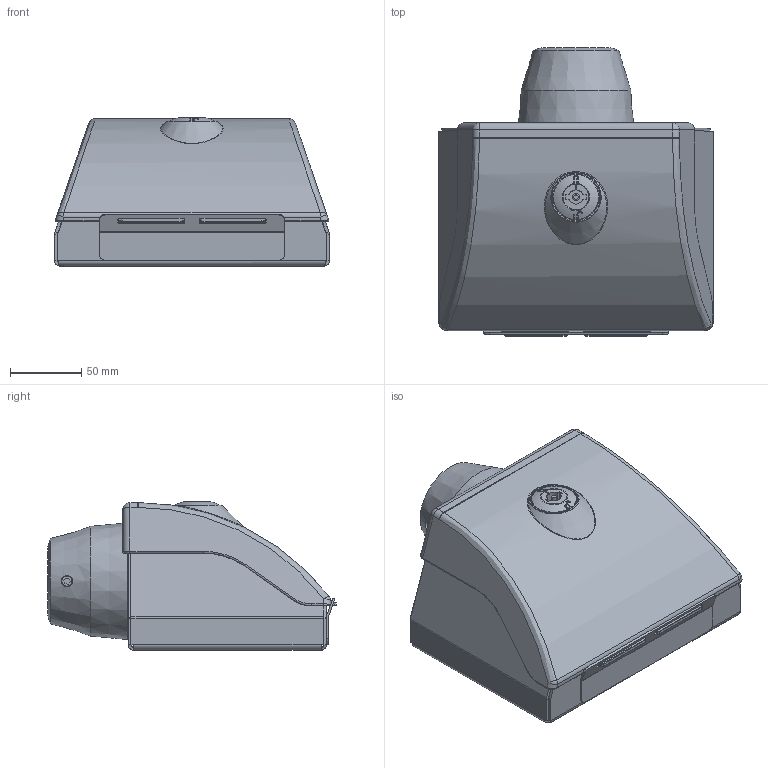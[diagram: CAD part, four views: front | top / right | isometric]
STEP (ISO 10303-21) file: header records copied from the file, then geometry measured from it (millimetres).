
FILE_DESCRIPTION (( 'STEP AP214' ), '1' );
FILE_NAME ('50103010.STEP', '2020-03-11T15:15:26', ( '' ), ( '' ), 'SwSTEP 2.0', 'SolidWorks 2018', '' );
FILE_SCHEMA (( 'AUTOMOTIVE_DESIGN' ));
Length unit declared in the file: millimetre
Products named in the file (34): 98319_1-078_N; 42468; 57037300; 98319; 98319_1-077_01_0012267; 98319_100-0545_15-00012(10); 98319_1-078_P1; 82005_680; 98319_248-9803_01-01201_0_H; 57037300_4; 40000019297; 50103010; 57037300_3; 98319_1-078_FD; 41894; 57037300_1; 42468_50M-00000424680-02; 57037300_2
Assembly tree (19 placements, depth 3):
  42468
  98319_100-0545_15-00012(10)
  98319_1-078_P1
  98319_248-9803_01-01201_0_H
  98319_1-078_N
Bounding box: 193.1 x 202.83 x 104.3 mm (x, y, z)
Volume: 299277 mm3; surface area: 257969.2 mm2
Topology: 13 solids, 19 shells, 1167 faces, 2801 edges, 1729 vertices
Faces by surface type: plane 491, cylinder 372, bspline 161, torus 75, cone 59, sphere 9
Full cylindrical faces by diameter (mm): 1.7 x2, 3 x1, 4.2 x4, 4.917 x1, 5 x7, 5.5 x6, 6 x1, 8 x4, 9.1 x1, 9.8 x4, 10 x2, 11.8 x4, 12.2 x1, 12.3 x1, 13.5 x1, 14 x2, 14.05 x1, 14.9 x1, 16.5 x1, 18 x1, 18.1 x1, 19.294 x1, 19.5 x1, 19.73 x1, 32 x1, 32.5 x1, 40 x2, 48.8 x1, 55 x1, 60.8 x1
Entity records: 42037 total; most frequent: CARTESIAN_POINT 15987, ORIENTED_EDGE 5168, DIRECTION 4833, EDGE_CURVE 2584, AXIS2_PLACEMENT_3D 1789, VERTEX_POINT 1640, EDGE_LOOP 1314, LINE 1255
